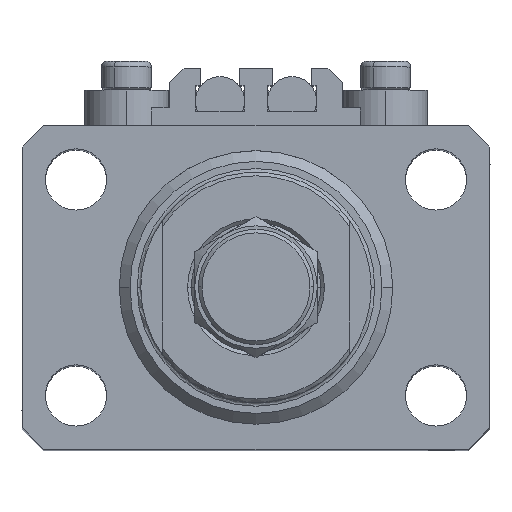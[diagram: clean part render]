
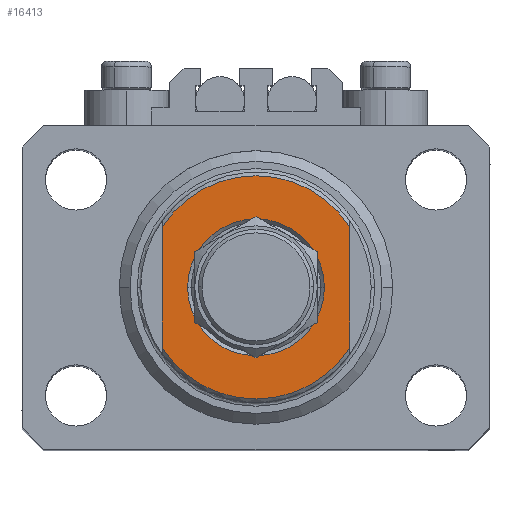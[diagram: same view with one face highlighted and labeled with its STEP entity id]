
A CAD part, top view. The second image highlights one B-rep face of the part: STEP entity #16413.
In plain terms, the highlighted face is planar.
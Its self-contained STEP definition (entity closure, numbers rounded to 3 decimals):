
#372 = LINE ( 'NONE', #4390, #47172 ) ;
#1663 = ORIENTED_EDGE ( 'NONE', *, *, #1790, .F. ) ;
#1758 = CARTESIAN_POINT ( 'NONE',  ( 13., -8.441, -6.5 ) ) ;
#1790 = EDGE_CURVE ( 'NONE', #45188, #45732, #372, .T. ) ;
#2050 = DIRECTION ( 'NONE',  ( 0., 0., -1. ) ) ;
#3200 = CARTESIAN_POINT ( 'NONE',  ( 13., 8.441, -6.5 ) ) ;
#3649 = LINE ( 'NONE', #18276, #30140 ) ;
#3906 = DIRECTION ( 'NONE',  ( 0., -1., 0. ) ) ;
#4390 = CARTESIAN_POINT ( 'NONE',  ( -13., -43.081, -6.5 ) ) ;
#4570 = EDGE_CURVE ( 'NONE', #45188, #12685, #22392, .T. ) ;
#5258 = CARTESIAN_POINT ( 'NONE',  ( -13., -8.441, -6.5 ) ) ;
#6055 = AXIS2_PLACEMENT_3D ( 'NONE', #16703, #32085, #12916 ) ;
#7557 = AXIS2_PLACEMENT_3D ( 'NONE', #25799, #14211, #41169 ) ;
#10381 = ORIENTED_EDGE ( 'NONE', *, *, #23080, .T. ) ;
#10471 = EDGE_LOOP ( 'NONE', ( #41360, #18979, #25212, #1663 ) ) ;
#12514 = DIRECTION ( 'NONE',  ( -1., 0., 0. ) ) ;
#12685 = VERTEX_POINT ( 'NONE', #3200 ) ;
#12916 = DIRECTION ( 'NONE',  ( -1., 0., 0. ) ) ;
#13701 = ORIENTED_EDGE ( 'NONE', *, *, #39340, .T. ) ;
#14211 = DIRECTION ( 'NONE',  ( 0., 0., 1. ) ) ;
#16413 = ADVANCED_FACE ( 'NONE', ( #27403, #27653 ), #35207, .T. ) ;
#16623 = VERTEX_POINT ( 'NONE', #35205 ) ;
#16632 = CIRCLE ( 'NONE', #48007, 15.5 ) ;
#16703 = CARTESIAN_POINT ( 'NONE',  ( 0., 0., -6.5 ) ) ;
#18276 = CARTESIAN_POINT ( 'NONE',  ( 13., -43.081, -6.5 ) ) ;
#18979 = ORIENTED_EDGE ( 'NONE', *, *, #44155, .T. ) ;
#21947 = CARTESIAN_POINT ( 'NONE',  ( 0., 0., -6.5 ) ) ;
#22118 = CARTESIAN_POINT ( 'NONE',  ( -9.5, 0., -6.5 ) ) ;
#22392 = CIRCLE ( 'NONE', #26391, 15.5 ) ;
#22504 = CARTESIAN_POINT ( 'NONE',  ( -13., 8.441, -6.5 ) ) ;
#23080 = EDGE_CURVE ( 'NONE', #30811, #16623, #44687, .T. ) ;
#24464 = CIRCLE ( 'NONE', #7557, 9.5 ) ;
#24484 = CARTESIAN_POINT ( 'NONE',  ( 0., 0., -6.5 ) ) ;
#25212 = ORIENTED_EDGE ( 'NONE', *, *, #26019, .T. ) ;
#25799 = CARTESIAN_POINT ( 'NONE',  ( 0., 0., -6.5 ) ) ;
#26019 = EDGE_CURVE ( 'NONE', #38303, #45732, #16632, .T. ) ;
#26391 = AXIS2_PLACEMENT_3D ( 'NONE', #21947, #2050, #32794 ) ;
#27403 = FACE_BOUND ( 'NONE', #40447, .T. ) ;
#27653 = FACE_OUTER_BOUND ( 'NONE', #10471, .T. ) ;
#30140 = VECTOR ( 'NONE', #41944, 1000. ) ;
#30811 = VERTEX_POINT ( 'NONE', #22118 ) ;
#32056 = DIRECTION ( 'NONE',  ( 0., 0., -1. ) ) ;
#32085 = DIRECTION ( 'NONE',  ( 0., 0., 1. ) ) ;
#32794 = DIRECTION ( 'NONE',  ( -1., 0., 0. ) ) ;
#35205 = CARTESIAN_POINT ( 'NONE',  ( 9.5, 0., -6.5 ) ) ;
#35207 = PLANE ( 'NONE',  #39236 ) ;
#35450 = CARTESIAN_POINT ( 'NONE',  ( 0., 0., -6.5 ) ) ;
#38303 = VERTEX_POINT ( 'NONE', #1758 ) ;
#39236 = AXIS2_PLACEMENT_3D ( 'NONE', #35450, #47753, #12514 ) ;
#39340 = EDGE_CURVE ( 'NONE', #16623, #30811, #24464, .T. ) ;
#40447 = EDGE_LOOP ( 'NONE', ( #10381, #13701 ) ) ;
#40605 = DIRECTION ( 'NONE',  ( -1., 0., 0. ) ) ;
#41169 = DIRECTION ( 'NONE',  ( -1., 0., 0. ) ) ;
#41360 = ORIENTED_EDGE ( 'NONE', *, *, #4570, .T. ) ;
#41944 = DIRECTION ( 'NONE',  ( 0., -1., 0. ) ) ;
#44155 = EDGE_CURVE ( 'NONE', #12685, #38303, #3649, .T. ) ;
#44687 = CIRCLE ( 'NONE', #6055, 9.5 ) ;
#45188 = VERTEX_POINT ( 'NONE', #22504 ) ;
#45732 = VERTEX_POINT ( 'NONE', #5258 ) ;
#47172 = VECTOR ( 'NONE', #3906, 1000. ) ;
#47753 = DIRECTION ( 'NONE',  ( 0., 0., -1. ) ) ;
#48007 = AXIS2_PLACEMENT_3D ( 'NONE', #24484, #32056, #40605 ) ;
